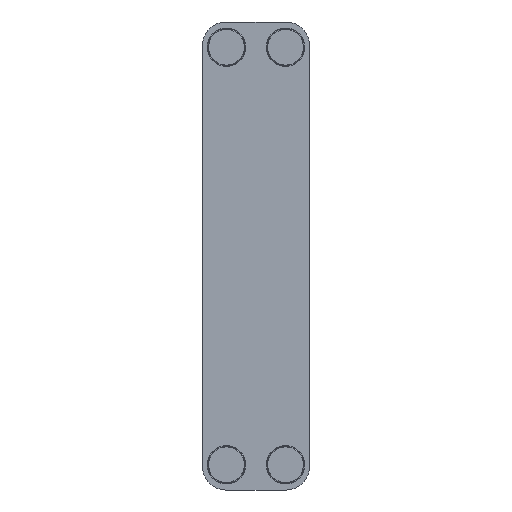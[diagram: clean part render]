
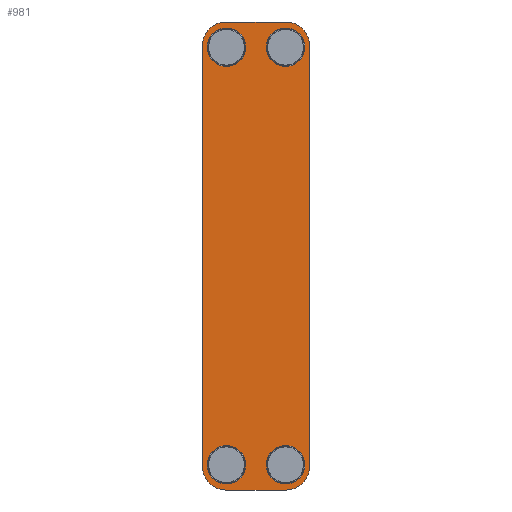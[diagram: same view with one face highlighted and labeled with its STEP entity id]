
A CAD part, front view. The second image highlights one B-rep face of the part: STEP entity #981.
In plain terms, the highlighted planar face has unit normal (0, -1, 0).
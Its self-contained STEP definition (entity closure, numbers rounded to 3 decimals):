
#171=FACE_OUTER_BOUND('',#285,.T.);
#285=EDGE_LOOP('',(#802,#803,#804,#805,#806,#807,#808,#809));
#386=VERTEX_POINT('',#4314);
#387=VERTEX_POINT('',#4316);
#388=VERTEX_POINT('',#4320);
#389=VERTEX_POINT('',#4324);
#390=VERTEX_POINT('',#4328);
#391=VERTEX_POINT('',#4332);
#392=VERTEX_POINT('',#4336);
#393=VERTEX_POINT('',#4340);
#523=EDGE_CURVE('',#387,#386,#1929,.T.);
#526=EDGE_CURVE('',#386,#388,#1195,.T.);
#528=EDGE_CURVE('',#388,#389,#1933,.T.);
#530=EDGE_CURVE('',#389,#390,#1196,.T.);
#532=EDGE_CURVE('',#390,#391,#1936,.T.);
#534=EDGE_CURVE('',#391,#392,#1197,.T.);
#535=EDGE_CURVE('',#392,#393,#1938,.T.);
#536=EDGE_CURVE('',#393,#387,#1198,.T.);
#802=ORIENTED_EDGE('',*,*,#535,.T.);
#803=ORIENTED_EDGE('',*,*,#536,.T.);
#804=ORIENTED_EDGE('',*,*,#523,.T.);
#805=ORIENTED_EDGE('',*,*,#526,.T.);
#806=ORIENTED_EDGE('',*,*,#528,.T.);
#807=ORIENTED_EDGE('',*,*,#530,.T.);
#808=ORIENTED_EDGE('',*,*,#532,.T.);
#809=ORIENTED_EDGE('',*,*,#534,.T.);
#900=PLANE('',#2437);
#981=ADVANCED_FACE('',(#171),#900,.T.);
#1195=CIRCLE('',#2430,27.);
#1196=CIRCLE('',#2433,27.);
#1197=CIRCLE('',#2436,27.);
#1198=CIRCLE('',#2438,27.);
#1929=LINE('',#4317,#2141);
#1933=LINE('',#4326,#2145);
#1936=LINE('',#4334,#2148);
#1938=LINE('',#4341,#2150);
#2141=VECTOR('',#3166,10.);
#2145=VECTOR('',#3176,10.);
#2148=VECTOR('',#3185,10.);
#2150=VECTOR('',#3193,10.);
#2430=AXIS2_PLACEMENT_3D('',#4322,#3171,#3172);
#2433=AXIS2_PLACEMENT_3D('',#4330,#3180,#3181);
#2436=AXIS2_PLACEMENT_3D('',#4338,#3189,#3190);
#2437=AXIS2_PLACEMENT_3D('',#4339,#3191,#3192);
#2438=AXIS2_PLACEMENT_3D('',#4342,#3194,#3195);
#3166=DIRECTION('',(1.,0.,0.));
#3171=DIRECTION('center_axis',(0.,-1.,0.));
#3172=DIRECTION('ref_axis',(0.,0.,-1.));
#3176=DIRECTION('',(0.,0.,1.));
#3180=DIRECTION('center_axis',(0.,-1.,0.));
#3181=DIRECTION('ref_axis',(1.,0.,0.));
#3185=DIRECTION('',(-1.,0.,0.));
#3189=DIRECTION('center_axis',(0.,-1.,0.));
#3190=DIRECTION('ref_axis',(0.,0.,
1.));
#3191=DIRECTION('center_axis',(0.,-1.,0.));
#3192=DIRECTION('ref_axis',(1.,0.,0.));
#3193=DIRECTION('',(0.,0.,-1.));
#3194=DIRECTION('center_axis',(0.,-1.,0.));
#3195=DIRECTION('ref_axis',(-1.,0.,0.));
#4314=CARTESIAN_POINT('',(34.5,0.,0.));
#4316=CARTESIAN_POINT('',(-34.5,0.,0.));
#4317=CARTESIAN_POINT('',(-34.5,0.,0.));
#4320=CARTESIAN_POINT('',(61.5,0.,27.));
#4322=CARTESIAN_POINT('Origin',(34.5,0.,27.));
#4324=CARTESIAN_POINT('',(61.5,0.,511.));
#4326=CARTESIAN_POINT('',(61.5,0.,27.));
#4328=CARTESIAN_POINT('',(34.5,0.,538.));
#4330=CARTESIAN_POINT('Origin',(34.5,0.,511.));
#4332=CARTESIAN_POINT('',(-34.5,0.,538.));
#4334=CARTESIAN_POINT('',(34.5,0.,538.));
#4336=CARTESIAN_POINT('',(-61.5,0.,511.));
#4338=CARTESIAN_POINT('Origin',(-34.5,0.,511.));
#4339=CARTESIAN_POINT('Origin',(0.,0.,
143.));
#4340=CARTESIAN_POINT('',(-61.5,0.,27.));
#4341=CARTESIAN_POINT('',(-61.5,0.,259.));
#4342=CARTESIAN_POINT('Origin',(-34.5,0.,27.));
